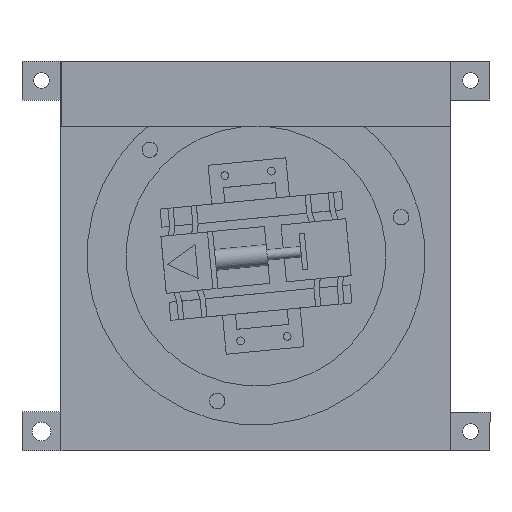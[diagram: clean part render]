
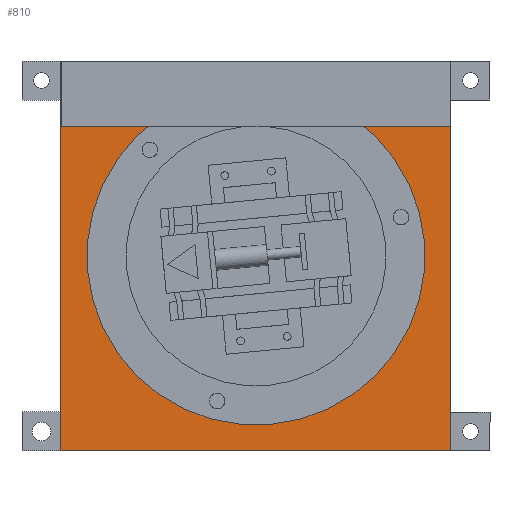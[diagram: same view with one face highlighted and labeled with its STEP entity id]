
A CAD part, front view. The second image highlights one B-rep face of the part: STEP entity #810.
In plain terms, the highlighted planar face has unit normal (0, -1, 0).
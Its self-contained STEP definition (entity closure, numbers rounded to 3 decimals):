
#97 = CARTESIAN_POINT ( 'NONE',  ( 200., -20., -13.104 ) ) ;
#167 = CIRCLE ( 'NONE', #3503, 3. ) ;
#584 = CARTESIAN_POINT ( 'NONE',  ( 84.175, -20., 105.721 ) ) ;
#600 = VERTEX_POINT ( 'NONE', #3294 ) ;
#624 = AXIS2_PLACEMENT_3D ( 'NONE', #2660, #2778, #1958 ) ;
#627 = PLANE ( 'NONE',  #624 ) ;
#680 = VECTOR ( 'NONE', #1026, 1000. ) ;
#779 = ORIENTED_EDGE ( 'NONE', *, *, #5106, .F. ) ;
#810 = ADVANCED_FACE ( 'NONE', ( #3084, #4801, #4997, #6689 ), #627, .F. ) ;
#897 = CARTESIAN_POINT ( 'NONE',  ( 84.175, -20., 102.721 ) ) ;
#939 = CIRCLE ( 'NONE', #7954, 3. ) ;
#958 = LINE ( 'NONE', #1959, #4399 ) ;
#1011 = DIRECTION ( 'NONE',  ( 0., -1., 0. ) ) ;
#1026 = DIRECTION ( 'NONE',  ( 0., 0., -1. ) ) ;
#1111 = EDGE_CURVE ( 'NONE', #1466, #4833, #2404, .T. ) ;
#1242 = CARTESIAN_POINT ( 'NONE',  ( 50., -20., -13.104 ) ) ;
#1315 = VERTEX_POINT ( 'NONE', #7814 ) ;
#1440 = CARTESIAN_POINT ( 'NONE',  ( 0., -20., 136.896 ) ) ;
#1466 = VERTEX_POINT ( 'NONE', #8141 ) ;
#1717 = VERTEX_POINT ( 'NONE', #5404 ) ;
#1719 = ORIENTED_EDGE ( 'NONE', *, *, #8034, .F. ) ;
#1720 = DIRECTION ( 'NONE',  ( 0., -1., 0. ) ) ;
#1738 = DIRECTION ( 'NONE',  ( 0., -1., 0. ) ) ;
#1923 = EDGE_LOOP ( 'NONE', ( #4558, #2567 ) ) ;
#1958 = DIRECTION ( 'NONE',  ( 0., 0., 1. ) ) ;
#1959 = CARTESIAN_POINT ( 'NONE',  ( 0., -20., -13.104 ) ) ;
#1981 = CIRCLE ( 'NONE', #2606, 3. ) ;
#2000 = EDGE_CURVE ( 'NONE', #6683, #600, #6698, .T. ) ;
#2057 = ORIENTED_EDGE ( 'NONE', *, *, #2085, .F. ) ;
#2085 = EDGE_CURVE ( 'NONE', #1717, #1466, #3988, .T. ) ;
#2092 = CARTESIAN_POINT ( 'NONE',  ( 200., -20., 0. ) ) ;
#2147 = DIRECTION ( 'NONE',  ( 1., 0., 0. ) ) ;
#2162 = CARTESIAN_POINT ( 'NONE',  ( 180.768, -20., 76.839 ) ) ;
#2404 = LINE ( 'NONE', #2092, #680 ) ;
#2485 = VECTOR ( 'NONE', #4376, 1000. ) ;
#2488 = DIRECTION ( 'NONE',  ( 0., -1., 0. ) ) ;
#2567 = ORIENTED_EDGE ( 'NONE', *, *, #4447, .F. ) ;
#2606 = AXIS2_PLACEMENT_3D ( 'NONE', #5557, #1738, #6215 ) ;
#2630 = AXIS2_PLACEMENT_3D ( 'NONE', #3139, #7634, #3775 ) ;
#2660 = CARTESIAN_POINT ( 'NONE',  ( 0., -20., 0. ) ) ;
#2778 = DIRECTION ( 'NONE',  ( 0., 1., 0. ) ) ;
#2810 = DIRECTION ( 'NONE',  ( 0., 0., -1. ) ) ;
#3084 = FACE_BOUND ( 'NONE', #4160, .T. ) ;
#3139 = CARTESIAN_POINT ( 'NONE',  ( 180.768, -20., 76.839 ) ) ;
#3294 = CARTESIAN_POINT ( 'NONE',  ( 84.175, -20., 99.721 ) ) ;
#3313 = CARTESIAN_POINT ( 'NONE',  ( 180.768, -20., 79.839 ) ) ;
#3503 = AXIS2_PLACEMENT_3D ( 'NONE', #2162, #6644, #2810 ) ;
#3557 = EDGE_CURVE ( 'NONE', #4784, #4833, #958, .T. ) ;
#3775 = DIRECTION ( 'NONE',  ( 0., 0., -1. ) ) ;
#3878 = EDGE_LOOP ( 'NONE', ( #6965, #6565 ) ) ;
#3988 = LINE ( 'NONE', #1440, #7602 ) ;
#4160 = EDGE_LOOP ( 'NONE', ( #779, #1719 ) ) ;
#4319 = AXIS2_PLACEMENT_3D ( 'NONE', #897, #1011, #6520 ) ;
#4376 = DIRECTION ( 'NONE',  ( 0., 0., -1. ) ) ;
#4399 = VECTOR ( 'NONE', #8343, 1000. ) ;
#4406 = LINE ( 'NONE', #6930, #2485 ) ;
#4447 = EDGE_CURVE ( 'NONE', #7396, #7597, #167, .T. ) ;
#4558 = ORIENTED_EDGE ( 'NONE', *, *, #8220, .F. ) ;
#4784 = VERTEX_POINT ( 'NONE', #1242 ) ;
#4801 = FACE_BOUND ( 'NONE', #3878, .T. ) ;
#4833 = VERTEX_POINT ( 'NONE', #97 ) ;
#4997 = FACE_BOUND ( 'NONE', #1923, .T. ) ;
#5106 = EDGE_CURVE ( 'NONE', #6315, #1315, #1981, .T. ) ;
#5132 = ORIENTED_EDGE ( 'NONE', *, *, #1111, .F. ) ;
#5184 = EDGE_LOOP ( 'NONE', ( #2057, #5853, #6176, #5132 ) ) ;
#5195 = EDGE_CURVE ( 'NONE', #600, #6683, #7585, .T. ) ;
#5404 = CARTESIAN_POINT ( 'NONE',  ( 50., -20., 136.896 ) ) ;
#5536 = CARTESIAN_POINT ( 'NONE',  ( 110.057, -20., 6.129 ) ) ;
#5557 = CARTESIAN_POINT ( 'NONE',  ( 110.057, -20., 6.129 ) ) ;
#5755 = CARTESIAN_POINT ( 'NONE',  ( 110.057, -20., 3.129 ) ) ;
#5853 = ORIENTED_EDGE ( 'NONE', *, *, #7177, .T. ) ;
#6176 = ORIENTED_EDGE ( 'NONE', *, *, #3557, .T. ) ;
#6181 = DIRECTION ( 'NONE',  ( 0., 0., -1. ) ) ;
#6215 = DIRECTION ( 'NONE',  ( 0., 0., -1. ) ) ;
#6315 = VERTEX_POINT ( 'NONE', #5755 ) ;
#6331 = CARTESIAN_POINT ( 'NONE',  ( 84.175, -20., 102.721 ) ) ;
#6520 = DIRECTION ( 'NONE',  ( 0., 0., -1. ) ) ;
#6565 = ORIENTED_EDGE ( 'NONE', *, *, #2000, .F. ) ;
#6644 = DIRECTION ( 'NONE',  ( 0., -1., 0. ) ) ;
#6683 = VERTEX_POINT ( 'NONE', #584 ) ;
#6689 = FACE_OUTER_BOUND ( 'NONE', #5184, .T. ) ;
#6698 = CIRCLE ( 'NONE', #4319, 3. ) ;
#6930 = CARTESIAN_POINT ( 'NONE',  ( 50., -20., 0. ) ) ;
#6963 = DIRECTION ( 'NONE',  ( 0., 0., -1. ) ) ;
#6965 = ORIENTED_EDGE ( 'NONE', *, *, #5195, .F. ) ;
#7177 = EDGE_CURVE ( 'NONE', #1717, #4784, #4406, .T. ) ;
#7396 = VERTEX_POINT ( 'NONE', #3313 ) ;
#7585 = CIRCLE ( 'NONE', #7759, 3. ) ;
#7597 = VERTEX_POINT ( 'NONE', #8145 ) ;
#7602 = VECTOR ( 'NONE', #2147, 1000. ) ;
#7634 = DIRECTION ( 'NONE',  ( 0., -1., 0. ) ) ;
#7759 = AXIS2_PLACEMENT_3D ( 'NONE', #6331, #2488, #6963 ) ;
#7814 = CARTESIAN_POINT ( 'NONE',  ( 110.057, -20., 9.129 ) ) ;
#7954 = AXIS2_PLACEMENT_3D ( 'NONE', #5536, #1720, #6181 ) ;
#8034 = EDGE_CURVE ( 'NONE', #1315, #6315, #939, .T. ) ;
#8141 = CARTESIAN_POINT ( 'NONE',  ( 200., -20., 136.896 ) ) ;
#8145 = CARTESIAN_POINT ( 'NONE',  ( 180.768, -20., 73.839 ) ) ;
#8220 = EDGE_CURVE ( 'NONE', #7597, #7396, #8292, .T. ) ;
#8292 = CIRCLE ( 'NONE', #2630, 3. ) ;
#8343 = DIRECTION ( 'NONE',  ( 1., 0., 0. ) ) ;
